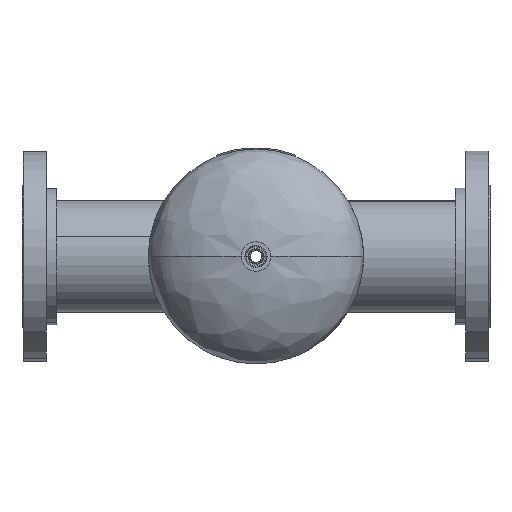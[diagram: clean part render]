
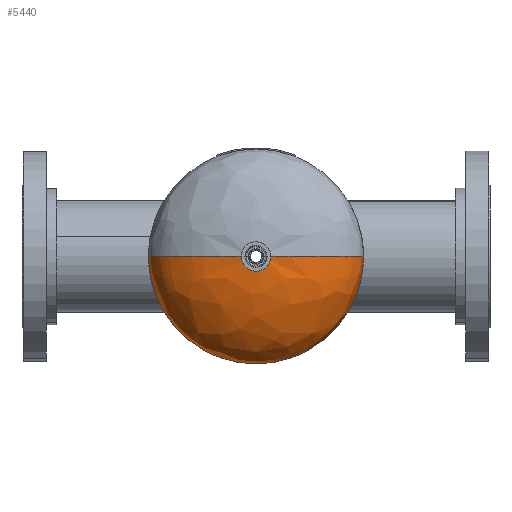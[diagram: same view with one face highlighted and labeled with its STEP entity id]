
A CAD part, front view. The second image highlights one B-rep face of the part: STEP entity #5440.
In plain terms, the highlighted free-form (B-spline) face has degree [3, 3] with [4, 4] control points.
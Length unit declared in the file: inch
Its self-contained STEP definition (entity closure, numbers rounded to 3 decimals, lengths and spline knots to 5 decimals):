
#110 = CARTESIAN_POINT ( 'NONE',  ( 0.75, 5.97656, 0. ) ) ;
#266 = ORIENTED_EDGE ( 'NONE', *, *, #910, .F. ) ;
#373 = CARTESIAN_POINT ( 'NONE',  ( -4.12057, 5.76516, 0. ) ) ;
#621 = CARTESIAN_POINT ( 'NONE',  ( 6.375, 2.625, 0. ) ) ;
#910 = EDGE_CURVE ( 'NONE', #2152, #6128, #1915, .T. ) ;
#1085 = CARTESIAN_POINT ( 'NONE',  ( 4.12057, 5.76516, 8.24114 ) ) ;
#1150 = CARTESIAN_POINT ( 'NONE',  ( 6.375, 4.4219, 0. ) ) ;
#1541 =( BOUNDED_CURVE ( )  B_SPLINE_CURVE ( 3, ( #5992, #2865, #373, #3909 ),
 .UNSPECIFIED., .F., .F. ) 
 B_SPLINE_CURVE_WITH_KNOTS ( ( 4, 4 ),
 ( 0., 1.45288 ),
 .UNSPECIFIED. ) 
 CURVE ( )  GEOMETRIC_REPRESENTATION_ITEM ( )  RATIONAL_B_SPLINE_CURVE ( ( 1., 0.832, 0.832, 1. ) ) 
 REPRESENTATION_ITEM ( '' )  );
#1545 = CARTESIAN_POINT ( 'NONE',  ( 6.375, 2.625, 0. ) ) ;
#1562 = ORIENTED_EDGE ( 'NONE', *, *, #4281, .F. ) ;
#1579 = CARTESIAN_POINT ( 'NONE',  ( 6.375, 2.625, 12.75 ) ) ;
#1587 =( BOUNDED_CURVE ( )  B_SPLINE_CURVE ( 3, ( #621, #2623, #5064, #4631 ),
 .UNSPECIFIED., .F., .F. ) 
 B_SPLINE_CURVE_WITH_KNOTS ( ( 4, 4 ),
 ( 0., 1.45288 ),
 .UNSPECIFIED. ) 
 CURVE ( )  GEOMETRIC_REPRESENTATION_ITEM ( )  RATIONAL_B_SPLINE_CURVE ( ( 1., 0.832, 0.832, 1. ) ) 
 REPRESENTATION_ITEM ( '' )  );
#1616 = CARTESIAN_POINT ( 'NONE',  ( 0.75, 5.97656, 0. ) ) ;
#1678 = CARTESIAN_POINT ( 'NONE',  ( -4.12057, 5.76516, 0. ) ) ;
#1893 = CARTESIAN_POINT ( 'NONE',  ( 0., 5.97656, 0.75 ) ) ;
#1915 = CIRCLE ( 'NONE', #4211, 0.75 ) ;
#1925 = CARTESIAN_POINT ( 'NONE',  ( 0., 5.97656, 0. ) ) ;
#2099 = CARTESIAN_POINT ( 'NONE',  ( 6.375, 4.4219, 12.75 ) ) ;
#2152 = VERTEX_POINT ( 'NONE', #1893 ) ;
#2318 = VERTEX_POINT ( 'NONE', #4009 ) ;
#2423 =( BOUNDED_SURFACE ( )  B_SPLINE_SURFACE ( 3, 3, ( 
 ( #1545, #1579, #3561, #5588 ),
 ( #1150, #2099, #3109, #3012 ),
 ( #3143, #1085, #6115, #1678 ),
 ( #1616, #3523, #5547, #4158 ) ),
 .UNSPECIFIED., .F., .F., .F. ) 
 B_SPLINE_SURFACE_WITH_KNOTS ( ( 4, 4 ),
 ( 4, 4 ),
 ( 0., 1. ),
 ( 0., 1. ),
 .UNSPECIFIED. ) 
 GEOMETRIC_REPRESENTATION_ITEM ( )  RATIONAL_B_SPLINE_SURFACE ( (
 ( 1., 0.333, 0.333, 1.),
 ( 0.832, 0.277, 0.277, 0.832),
 ( 0.832, 0.277, 0.277, 0.832),
 ( 1., 0.333, 0.333, 1.) ) ) 
 REPRESENTATION_ITEM ( '' )  SURFACE ( )  );
#2499 = DIRECTION ( 'NONE',  ( 1., 0., 0. ) ) ;
#2623 = CARTESIAN_POINT ( 'NONE',  ( 6.375, 4.4219, 0. ) ) ;
#2862 = DIRECTION ( 'NONE',  ( 1., 0., 0. ) ) ;
#2865 = CARTESIAN_POINT ( 'NONE',  ( -6.375, 4.4219, 0. ) ) ;
#2891 = CARTESIAN_POINT ( 'NONE',  ( 0., 5.97656, 0. ) ) ;
#2955 = AXIS2_PLACEMENT_3D ( 'NONE', #4527, #6434, #5981 ) ;
#3012 = CARTESIAN_POINT ( 'NONE',  ( -6.375, 4.4219, 0. ) ) ;
#3109 = CARTESIAN_POINT ( 'NONE',  ( -6.375, 4.4219, 12.75 ) ) ;
#3143 = CARTESIAN_POINT ( 'NONE',  ( 4.12057, 5.76516, 0. ) ) ;
#3476 = CIRCLE ( 'NONE', #5585, 0.75 ) ;
#3523 = CARTESIAN_POINT ( 'NONE',  ( 0.75, 5.97656, 1.5 ) ) ;
#3561 = CARTESIAN_POINT ( 'NONE',  ( -6.375, 2.625, 12.75 ) ) ;
#3803 = EDGE_CURVE ( 'NONE', #4243, #5911, #6001, .T. ) ;
#3852 = ORIENTED_EDGE ( 'NONE', *, *, #5449, .T. ) ;
#3909 = CARTESIAN_POINT ( 'NONE',  ( -0.75, 5.97656, 0. ) ) ;
#4009 = CARTESIAN_POINT ( 'NONE',  ( -0.75, 5.97656, 0. ) ) ;
#4036 = ORIENTED_EDGE ( 'NONE', *, *, #3803, .F. ) ;
#4158 = CARTESIAN_POINT ( 'NONE',  ( -0.75, 5.97656, 0. ) ) ;
#4211 = AXIS2_PLACEMENT_3D ( 'NONE', #2891, #5888, #2862 ) ;
#4243 = VERTEX_POINT ( 'NONE', #4447 ) ;
#4281 = EDGE_CURVE ( 'NONE', #2318, #2152, #3476, .T. ) ;
#4447 = CARTESIAN_POINT ( 'NONE',  ( 6.375, 2.625, 0. ) ) ;
#4527 = CARTESIAN_POINT ( 'NONE',  ( 0., 2.625, 0. ) ) ;
#4562 = FACE_OUTER_BOUND ( 'NONE', #5698, .T. ) ;
#4631 = CARTESIAN_POINT ( 'NONE',  ( 0.75, 5.97656, 0. ) ) ;
#4906 = DIRECTION ( 'NONE',  ( 0., 1., 0. ) ) ;
#5064 = CARTESIAN_POINT ( 'NONE',  ( 4.12057, 5.76516, 0. ) ) ;
#5440 = ADVANCED_FACE ( 'NONE', ( #4562 ), #2423, .T. ) ;
#5449 = EDGE_CURVE ( 'NONE', #4243, #6128, #1587, .T. ) ;
#5547 = CARTESIAN_POINT ( 'NONE',  ( -0.75, 5.97656, 1.5 ) ) ;
#5585 = AXIS2_PLACEMENT_3D ( 'NONE', #1925, #4906, #2499 ) ;
#5588 = CARTESIAN_POINT ( 'NONE',  ( -6.375, 2.625, 0. ) ) ;
#5651 = ORIENTED_EDGE ( 'NONE', *, *, #5945, .F. ) ;
#5698 = EDGE_LOOP ( 'NONE', ( #5651, #4036, #3852, #266, #1562 ) ) ;
#5888 = DIRECTION ( 'NONE',  ( 0., 1., 0. ) ) ;
#5911 = VERTEX_POINT ( 'NONE', #6346 ) ;
#5945 = EDGE_CURVE ( 'NONE', #5911, #2318, #1541, .T. ) ;
#5981 = DIRECTION ( 'NONE',  ( 1., 0., 0. ) ) ;
#5992 = CARTESIAN_POINT ( 'NONE',  ( -6.375, 2.625, 0. ) ) ;
#6001 = CIRCLE ( 'NONE', #2955, 6.375 ) ;
#6115 = CARTESIAN_POINT ( 'NONE',  ( -4.12057, 5.76516, 8.24114 ) ) ;
#6128 = VERTEX_POINT ( 'NONE', #110 ) ;
#6346 = CARTESIAN_POINT ( 'NONE',  ( -6.375, 2.625, 0. ) ) ;
#6434 = DIRECTION ( 'NONE',  ( 0., -1., 0. ) ) ;
